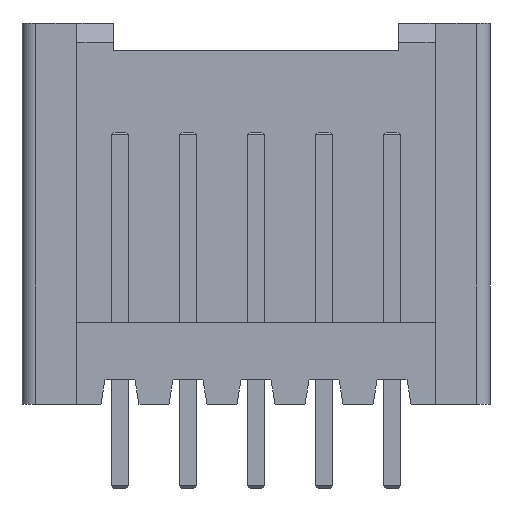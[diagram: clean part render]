
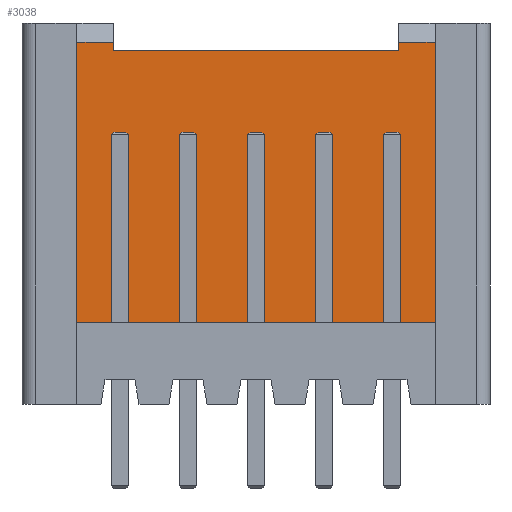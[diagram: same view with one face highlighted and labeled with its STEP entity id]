
A CAD part, front view. The second image highlights one B-rep face of the part: STEP entity #3038.
In plain terms, the highlighted planar face has unit normal (0, -1, 0).
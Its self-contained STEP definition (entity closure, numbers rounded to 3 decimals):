
#270 = PLANE('',#271);
#271 = AXIS2_PLACEMENT_3D('',#272,#273,#274);
#272 = CARTESIAN_POINT('',(12.8,3.1,13.65));
#273 = DIRECTION('',(0.,0.707,-0.707)
);
#274 = DIRECTION('',(1.,0.,0.));
#296 = PLANE('',#297);
#297 = AXIS2_PLACEMENT_3D('',#298,#299,#300);
#298 = CARTESIAN_POINT('',(-0.25,3.75,13.));
#299 = DIRECTION('',(-1.,0.,0.));
#300 = DIRECTION('',(0.,0.,1.));
#402 = PLANE('',#403);
#403 = AXIS2_PLACEMENT_3D('',#404,#405,#406);
#404 = CARTESIAN_POINT('',(10.25,3.75,13.));
#405 = DIRECTION('',(0.,0.,-1.));
#406 = DIRECTION('',(-1.,0.,0.));
#430 = PLANE('',#431);
#431 = AXIS2_PLACEMENT_3D('',#432,#433,#434);
#432 = CARTESIAN_POINT('',(10.25,3.75,14.));
#433 = DIRECTION('',(1.,0.,0.));
#434 = DIRECTION('',(0.,0.,-1.));
#1061 = VERTEX_POINT('',#1062);
#1062 = CARTESIAN_POINT('',(-0.25,2.75,13.));
#1083 = EDGE_CURVE('',#1061,#1084,#1086,.T.);
#1084 = VERTEX_POINT('',#1085);
#1085 = CARTESIAN_POINT('',(-0.25,2.75,13.3));
#1086 = SURFACE_CURVE('',#1087,(#1091,#1097),.PCURVE_S1.);
#1087 = LINE('',#1088,#1089);
#1088 = CARTESIAN_POINT('',(-0.25,2.75,13.5));
#1089 = VECTOR('',#1090,1.);
#1090 = DIRECTION('',(0.,0.,1.));
#1091 = PCURVE('',#296,#1092);
#1092 = DEFINITIONAL_REPRESENTATION('',(#1093),#1096);
#1093 = B_SPLINE_CURVE_WITH_KNOTS('',1,(#1094,#1095),.UNSPECIFIED.,.F.,
.F.,(2,2),(-0.6,0.6),.PIECEWISE_BEZIER_KNOTS.);
#1094 = CARTESIAN_POINT('',(-0.1,-1.));
#1095 = CARTESIAN_POINT('',(1.1,-1.));
#1096 = ( GEOMETRIC_REPRESENTATION_CONTEXT(2)
PARAMETRIC_REPRESENTATION_CONTEXT() REPRESENTATION_CONTEXT('2D SPACE',''
) );
#1097 = PCURVE('',#1098,#1103);
#1098 = PLANE('',#1099);
#1099 = AXIS2_PLACEMENT_3D('',#1100,#1101,#1102);
#1100 = CARTESIAN_POINT('',(12.8,2.75,14.));
#1101 = DIRECTION('',(0.,1.,0.));
#1102 = DIRECTION('',(-1.,0.,0.));
#1103 = DEFINITIONAL_REPRESENTATION('',(#1104),#1107);
#1104 = B_SPLINE_CURVE_WITH_KNOTS('',1,(#1105,#1106),.UNSPECIFIED.,.F.,
.F.,(2,2),(-0.6,0.6),.PIECEWISE_BEZIER_KNOTS.);
#1105 = CARTESIAN_POINT('',(13.05,-1.1));
#1106 = CARTESIAN_POINT('',(13.05,0.1));
#1107 = ( GEOMETRIC_REPRESENTATION_CONTEXT(2)
PARAMETRIC_REPRESENTATION_CONTEXT() REPRESENTATION_CONTEXT('2D SPACE',''
) );
#1135 = VERTEX_POINT('',#1136);
#1136 = CARTESIAN_POINT('',(-2.8,2.75,13.3));
#1157 = EDGE_CURVE('',#1084,#1135,#1158,.T.);
#1158 = SURFACE_CURVE('',#1159,(#1163,#1170),.PCURVE_S1.);
#1159 = LINE('',#1160,#1161);
#1160 = CARTESIAN_POINT('',(12.8,2.75,13.3));
#1161 = VECTOR('',#1162,1.);
#1162 = DIRECTION('',(-1.,0.,0.));
#1163 = PCURVE('',#270,#1164);
#1164 = DEFINITIONAL_REPRESENTATION('',(#1165),#1169);
#1165 = LINE('',#1166,#1167);
#1166 = CARTESIAN_POINT('',(-0.,0.495));
#1167 = VECTOR('',#1168,1.);
#1168 = DIRECTION('',(-1.,0.));
#1169 = ( GEOMETRIC_REPRESENTATION_CONTEXT(2)
PARAMETRIC_REPRESENTATION_CONTEXT() REPRESENTATION_CONTEXT('2D SPACE',''
) );
#1170 = PCURVE('',#1098,#1171);
#1171 = DEFINITIONAL_REPRESENTATION('',(#1172),#1176);
#1172 = LINE('',#1173,#1174);
#1173 = CARTESIAN_POINT('',(0.,-0.7));
#1174 = VECTOR('',#1175,1.);
#1175 = DIRECTION('',(1.,0.));
#1176 = ( GEOMETRIC_REPRESENTATION_CONTEXT(2)
PARAMETRIC_REPRESENTATION_CONTEXT() REPRESENTATION_CONTEXT('2D SPACE',''
) );
#1220 = PLANE('',#1221);
#1221 = AXIS2_PLACEMENT_3D('',#1222,#1223,#1224);
#1222 = CARTESIAN_POINT('',(-2.8,2.75,14.));
#1223 = DIRECTION('',(-1.,0.,0.));
#1224 = DIRECTION('',(0.,-1.,0.));
#1304 = PLANE('',#1305);
#1305 = AXIS2_PLACEMENT_3D('',#1306,#1307,#1308);
#1306 = CARTESIAN_POINT('',(5.,0.,3.));
#1307 = DIRECTION('',(0.,0.,1.));
#1308 = DIRECTION('',(1.,0.,0.));
#2786 = PLANE('',#2787);
#2787 = AXIS2_PLACEMENT_3D('',#2788,#2789,#2790);
#2788 = CARTESIAN_POINT('',(12.8,3.1,13.65));
#2789 = DIRECTION('',(0.,0.707,-0.707
));
#2790 = DIRECTION('',(1.,0.,0.));
#2952 = VERTEX_POINT('',#2953);
#2953 = CARTESIAN_POINT('',(10.25,2.75,13.3));
#2972 = EDGE_CURVE('',#2952,#2973,#2975,.T.);
#2973 = VERTEX_POINT('',#2974);
#2974 = CARTESIAN_POINT('',(10.25,2.75,13.));
#2975 = SURFACE_CURVE('',#2976,(#2980,#2986),.PCURVE_S1.);
#2976 = LINE('',#2977,#2978);
#2977 = CARTESIAN_POINT('',(10.25,2.75,14.));
#2978 = VECTOR('',#2979,1.);
#2979 = DIRECTION('',(0.,0.,-1.));
#2980 = PCURVE('',#430,#2981);
#2981 = DEFINITIONAL_REPRESENTATION('',(#2982),#2985);
#2982 = B_SPLINE_CURVE_WITH_KNOTS('',1,(#2983,#2984),.UNSPECIFIED.,.F.,
.F.,(2,2),(-0.1,1.1),.PIECEWISE_BEZIER_KNOTS.);
#2983 = CARTESIAN_POINT('',(-0.1,-1.));
#2984 = CARTESIAN_POINT('',(1.1,-1.));
#2985 = ( GEOMETRIC_REPRESENTATION_CONTEXT(2)
PARAMETRIC_REPRESENTATION_CONTEXT() REPRESENTATION_CONTEXT('2D SPACE',''
) );
#2986 = PCURVE('',#1098,#2987);
#2987 = DEFINITIONAL_REPRESENTATION('',(#2988),#2991);
#2988 = B_SPLINE_CURVE_WITH_KNOTS('',1,(#2989,#2990),.UNSPECIFIED.,.F.,
.F.,(2,2),(-0.1,1.1),.PIECEWISE_BEZIER_KNOTS.);
#2989 = CARTESIAN_POINT('',(2.55,0.1));
#2990 = CARTESIAN_POINT('',(2.55,-1.1));
#2991 = ( GEOMETRIC_REPRESENTATION_CONTEXT(2)
PARAMETRIC_REPRESENTATION_CONTEXT() REPRESENTATION_CONTEXT('2D SPACE',''
) );
#3019 = EDGE_CURVE('',#2973,#1061,#3020,.T.);
#3020 = SURFACE_CURVE('',#3021,(#3025,#3031),.PCURVE_S1.);
#3021 = LINE('',#3022,#3023);
#3022 = CARTESIAN_POINT('',(11.525,2.75,13.));
#3023 = VECTOR('',#3024,1.);
#3024 = DIRECTION('',(-1.,0.,0.));
#3025 = PCURVE('',#402,#3026);
#3026 = DEFINITIONAL_REPRESENTATION('',(#3027),#3030);
#3027 = B_SPLINE_CURVE_WITH_KNOTS('',1,(#3028,#3029),.UNSPECIFIED.,.F.,
.F.,(2,2),(0.225,12.825),.PIECEWISE_BEZIER_KNOTS.);
#3028 = CARTESIAN_POINT('',(-1.05,-1.));
#3029 = CARTESIAN_POINT('',(11.55,-1.));
#3030 = ( GEOMETRIC_REPRESENTATION_CONTEXT(2)
PARAMETRIC_REPRESENTATION_CONTEXT() REPRESENTATION_CONTEXT('2D SPACE',''
) );
#3031 = PCURVE('',#1098,#3032);
#3032 = DEFINITIONAL_REPRESENTATION('',(#3033),#3036);
#3033 = B_SPLINE_CURVE_WITH_KNOTS('',1,(#3034,#3035),.UNSPECIFIED.,.F.,
.F.,(2,2),(0.225,12.825),.PIECEWISE_BEZIER_KNOTS.);
#3034 = CARTESIAN_POINT('',(1.5,-1.));
#3035 = CARTESIAN_POINT('',(14.1,-1.));
#3036 = ( GEOMETRIC_REPRESENTATION_CONTEXT(2)
PARAMETRIC_REPRESENTATION_CONTEXT() REPRESENTATION_CONTEXT('2D SPACE',''
) );
#3038 = ADVANCED_FACE('',(#3039),#1098,.F.);
#3039 = FACE_BOUND('',#3040,.F.);
#3040 = EDGE_LOOP('',(#3041,#3064,#3092,#3115,#3136,#3137,#3138,#3139));
#3041 = ORIENTED_EDGE('',*,*,#3042,.F.);
#3042 = EDGE_CURVE('',#3043,#2952,#3045,.T.);
#3043 = VERTEX_POINT('',#3044);
#3044 = CARTESIAN_POINT('',(12.8,2.75,13.3));
#3045 = SURFACE_CURVE('',#3046,(#3050,#3057),.PCURVE_S1.);
#3046 = LINE('',#3047,#3048);
#3047 = CARTESIAN_POINT('',(12.8,2.75,13.3));
#3048 = VECTOR('',#3049,1.);
#3049 = DIRECTION('',(-1.,0.,0.));
#3050 = PCURVE('',#1098,#3051);
#3051 = DEFINITIONAL_REPRESENTATION('',(#3052),#3056);
#3052 = LINE('',#3053,#3054);
#3053 = CARTESIAN_POINT('',(0.,-0.7));
#3054 = VECTOR('',#3055,1.);
#3055 = DIRECTION('',(1.,0.));
#3056 = ( GEOMETRIC_REPRESENTATION_CONTEXT(2)
PARAMETRIC_REPRESENTATION_CONTEXT() REPRESENTATION_CONTEXT('2D SPACE',''
) );
#3057 = PCURVE('',#2786,#3058);
#3058 = DEFINITIONAL_REPRESENTATION('',(#3059),#3063);
#3059 = LINE('',#3060,#3061);
#3060 = CARTESIAN_POINT('',(-0.,0.495));
#3061 = VECTOR('',#3062,1.);
#3062 = DIRECTION('',(-1.,0.));
#3063 = ( GEOMETRIC_REPRESENTATION_CONTEXT(2)
PARAMETRIC_REPRESENTATION_CONTEXT() REPRESENTATION_CONTEXT('2D SPACE',''
) );
#3064 = ORIENTED_EDGE('',*,*,#3065,.T.);
#3065 = EDGE_CURVE('',#3043,#3066,#3068,.T.);
#3066 = VERTEX_POINT('',#3067);
#3067 = CARTESIAN_POINT('',(12.8,2.75,3.));
#3068 = SURFACE_CURVE('',#3069,(#3073,#3080),.PCURVE_S1.);
#3069 = LINE('',#3070,#3071);
#3070 = CARTESIAN_POINT('',(12.8,2.75,14.));
#3071 = VECTOR('',#3072,1.);
#3072 = DIRECTION('',(-0.,-0.,-1.));
#3073 = PCURVE('',#1098,#3074);
#3074 = DEFINITIONAL_REPRESENTATION('',(#3075),#3079);
#3075 = LINE('',#3076,#3077);
#3076 = CARTESIAN_POINT('',(0.,0.));
#3077 = VECTOR('',#3078,1.);
#3078 = DIRECTION('',(0.,-1.));
#3079 = ( GEOMETRIC_REPRESENTATION_CONTEXT(2)
PARAMETRIC_REPRESENTATION_CONTEXT() REPRESENTATION_CONTEXT('2D SPACE',''
) );
#3080 = PCURVE('',#3081,#3086);
#3081 = PLANE('',#3082);
#3082 = AXIS2_PLACEMENT_3D('',#3083,#3084,#3085);
#3083 = CARTESIAN_POINT('',(12.8,-2.75,14.));
#3084 = DIRECTION('',(1.,0.,0.));
#3085 = DIRECTION('',(0.,1.,0.));
#3086 = DEFINITIONAL_REPRESENTATION('',(#3087),#3091);
#3087 = LINE('',#3088,#3089);
#3088 = CARTESIAN_POINT('',(5.5,0.));
#3089 = VECTOR('',#3090,1.);
#3090 = DIRECTION('',(0.,-1.));
#3091 = ( GEOMETRIC_REPRESENTATION_CONTEXT(2)
PARAMETRIC_REPRESENTATION_CONTEXT() REPRESENTATION_CONTEXT('2D SPACE',''
) );
#3092 = ORIENTED_EDGE('',*,*,#3093,.T.);
#3093 = EDGE_CURVE('',#3066,#3094,#3096,.T.);
#3094 = VERTEX_POINT('',#3095);
#3095 = CARTESIAN_POINT('',(-2.8,2.75,3.));
#3096 = SURFACE_CURVE('',#3097,(#3101,#3108),.PCURVE_S1.);
#3097 = LINE('',#3098,#3099);
#3098 = CARTESIAN_POINT('',(12.8,2.75,3.));
#3099 = VECTOR('',#3100,1.);
#3100 = DIRECTION('',(-1.,0.,0.));
#3101 = PCURVE('',#1098,#3102);
#3102 = DEFINITIONAL_REPRESENTATION('',(#3103),#3107);
#3103 = LINE('',#3104,#3105);
#3104 = CARTESIAN_POINT('',(0.,-11.));
#3105 = VECTOR('',#3106,1.);
#3106 = DIRECTION('',(1.,0.));
#3107 = ( GEOMETRIC_REPRESENTATION_CONTEXT(2)
PARAMETRIC_REPRESENTATION_CONTEXT() REPRESENTATION_CONTEXT('2D SPACE',''
) );
#3108 = PCURVE('',#1304,#3109);
#3109 = DEFINITIONAL_REPRESENTATION('',(#3110),#3114);
#3110 = LINE('',#3111,#3112);
#3111 = CARTESIAN_POINT('',(7.8,2.75));
#3112 = VECTOR('',#3113,1.);
#3113 = DIRECTION('',(-1.,0.));
#3114 = ( GEOMETRIC_REPRESENTATION_CONTEXT(2)
PARAMETRIC_REPRESENTATION_CONTEXT() REPRESENTATION_CONTEXT('2D SPACE',''
) );
#3115 = ORIENTED_EDGE('',*,*,#3116,.F.);
#3116 = EDGE_CURVE('',#1135,#3094,#3117,.T.);
#3117 = SURFACE_CURVE('',#3118,(#3122,#3129),.PCURVE_S1.);
#3118 = LINE('',#3119,#3120);
#3119 = CARTESIAN_POINT('',(-2.8,2.75,14.));
#3120 = VECTOR('',#3121,1.);
#3121 = DIRECTION('',(-0.,-0.,-1.));
#3122 = PCURVE('',#1098,#3123);
#3123 = DEFINITIONAL_REPRESENTATION('',(#3124),#3128);
#3124 = LINE('',#3125,#3126);
#3125 = CARTESIAN_POINT('',(15.6,0.));
#3126 = VECTOR('',#3127,1.);
#3127 = DIRECTION('',(0.,-1.));
#3128 = ( GEOMETRIC_REPRESENTATION_CONTEXT(2)
PARAMETRIC_REPRESENTATION_CONTEXT() REPRESENTATION_CONTEXT('2D SPACE',''
) );
#3129 = PCURVE('',#1220,#3130);
#3130 = DEFINITIONAL_REPRESENTATION('',(#3131),#3135);
#3131 = LINE('',#3132,#3133);
#3132 = CARTESIAN_POINT('',(0.,0.));
#3133 = VECTOR('',#3134,1.);
#3134 = DIRECTION('',(0.,-1.));
#3135 = ( GEOMETRIC_REPRESENTATION_CONTEXT(2)
PARAMETRIC_REPRESENTATION_CONTEXT() REPRESENTATION_CONTEXT('2D SPACE',''
) );
#3136 = ORIENTED_EDGE('',*,*,#1157,.F.);
#3137 = ORIENTED_EDGE('',*,*,#1083,.F.);
#3138 = ORIENTED_EDGE('',*,*,#3019,.F.);
#3139 = ORIENTED_EDGE('',*,*,#2972,.F.);
